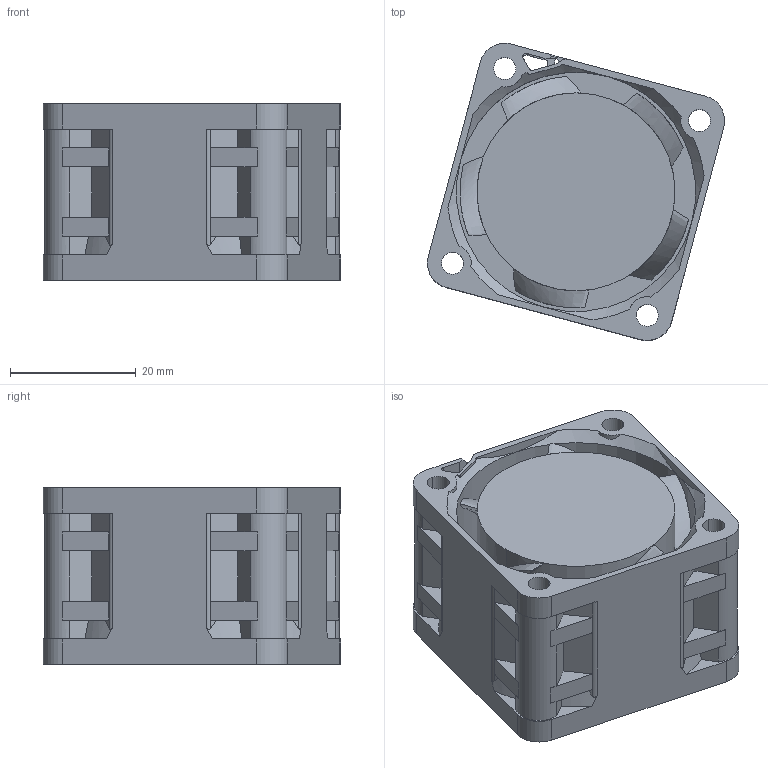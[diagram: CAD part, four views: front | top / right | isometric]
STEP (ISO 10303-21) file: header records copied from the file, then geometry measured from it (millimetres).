
FILE_DESCRIPTION((''),'2;1');
FILE_NAME('ASM0001_ASM','2019-04-08T',('DENNIS.PC.WANG'),(''),'CREO PARAMETRIC BY PTC INC, 2015080','CREO PARAMETRIC BY PTC INC, 2015080','');
FILE_SCHEMA(('CONFIG_CONTROL_DESIGN'));
Length unit declared in the file: millimetre
Products named in the file (3): 410210020002_00BDM; IMPELLER; ASM0001_ASM
Assembly tree (2 placements, depth 2):
  ASM0001_ASM
    410210020002_00BDM
    IMPELLER
Bounding box: 47.16 x 47.16 x 28 mm (x, y, z)
Volume: 36678.8 mm3; surface area: 16879.9 mm2
Topology: 2 solids, 2 shells, 298 faces, 866 edges, 578 vertices
Faces by surface type: plane 149, cylinder 70, bspline 49, cone 30
Entity records: 18292 total; most frequent: CARTESIAN_POINT 10791, ORIENTED_EDGE 1722, DIRECTION 1323, EDGE_CURVE 861, VERTEX_POINT 578, AXIS2_PLACEMENT_3D 459, VECTOR 405, LINE 405
